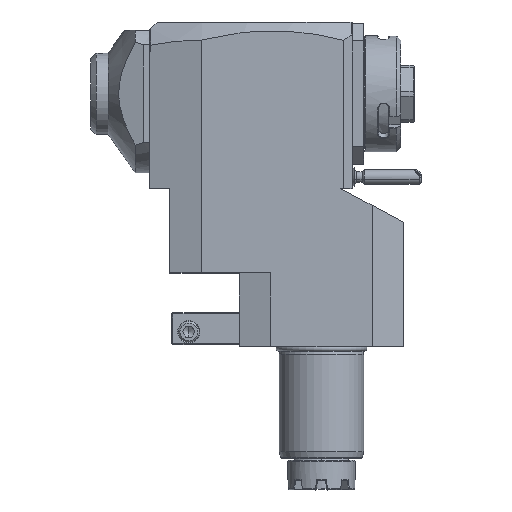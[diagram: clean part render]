
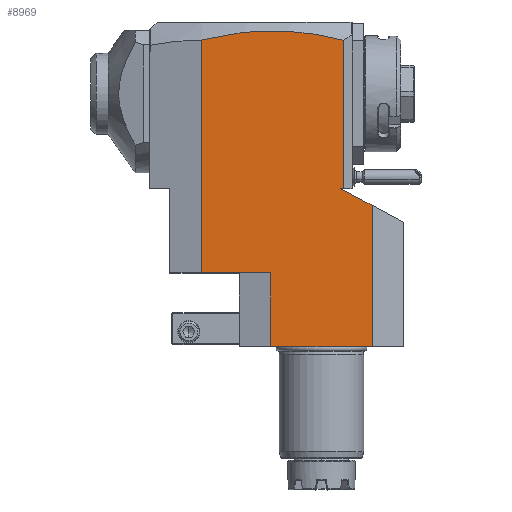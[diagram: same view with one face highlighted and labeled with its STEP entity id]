
A CAD part, top view. The second image highlights one B-rep face of the part: STEP entity #8969.
In plain terms, the highlighted planar face has unit normal (0, 0, 1).
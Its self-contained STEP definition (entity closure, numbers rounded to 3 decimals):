
#17=DIRECTION('',(-1.,0.,0.));
#18=VECTOR('',#17,48.);
#19=CARTESIAN_POINT('',(24.,0.,37.5));
#20=LINE('',#19,#18);
#63=DIRECTION('',(0.,-1.,0.));
#64=VECTOR('',#63,70.258);
#65=CARTESIAN_POINT('',(10.5,145.258,37.5));
#66=LINE('',#65,#64);
#67=DIRECTION('',(-1.,0.,0.));
#68=VECTOR('',#67,1.592);
#69=CARTESIAN_POINT('',(10.5,75.,37.5));
#70=LINE('',#69,#68);
#71=DIRECTION('',(-0.883,0.469,0.));
#72=VECTOR('',#71,17.092);
#73=CARTESIAN_POINT('',(24.,66.976,37.5));
#74=LINE('',#73,#72);
#75=CARTESIAN_POINT('',(-57.,145.435,37.5));
#76=CARTESIAN_POINT('',(-51.371,146.939,37.5));
#77=CARTESIAN_POINT('',(-40.115,149.162,37.5));
#78=CARTESIAN_POINT('',(-23.238,150.233,37.5));
#79=CARTESIAN_POINT('',(-6.365,149.072,37.5));
#80=CARTESIAN_POINT('',(4.879,146.791,37.5));
#81=CARTESIAN_POINT('',(10.5,145.258,37.5));
#2315=DIRECTION('',(0.,-1.,0.));
#2316=VECTOR('',#2315,110.435);
#2317=CARTESIAN_POINT('',(-57.,145.435,37.5));
#2318=LINE('',#2317,#2316);
#2335=DIRECTION('',(1.,0.,0.));
#2336=VECTOR('',#2335,33.);
#2337=CARTESIAN_POINT('',(-57.,35.,37.5));
#2338=LINE('',#2337,#2336);
#2960=DIRECTION('',(0.,-1.,0.));
#2961=VECTOR('',#2960,35.);
#2962=CARTESIAN_POINT('',(-24.,35.,37.5));
#2963=LINE('',#2962,#2961);
#4984=DIRECTION('',(0.,1.,0.));
#4985=VECTOR('',#4984,66.976);
#4986=CARTESIAN_POINT('',(24.,0.,37.5));
#4987=LINE('',#4986,#4985);
#8278=VERTEX_POINT('',#75);
#8279=VERTEX_POINT('',#81);
#8628=CARTESIAN_POINT('',(24.,0.,37.5));
#8629=VERTEX_POINT('',#8628);
#8630=CARTESIAN_POINT('',(-24.,0.,37.5));
#8631=VERTEX_POINT('',#8630);
#8664=CARTESIAN_POINT('',(-57.,35.,37.5));
#8666=VERTEX_POINT('',#8664);
#8678=CARTESIAN_POINT('',(10.5,75.,37.5));
#8679=VERTEX_POINT('',#8678);
#8686=CARTESIAN_POINT('',(24.,66.976,37.5));
#8687=VERTEX_POINT('',#8686);
#8858=CARTESIAN_POINT('',(8.908,75.,37.5));
#8859=VERTEX_POINT('',#8858);
#8862=CARTESIAN_POINT('',(-24.,35.,37.5));
#8863=VERTEX_POINT('',#8862);
#8946=CARTESIAN_POINT('',(-39.202,35.,37.5));
#8947=DIRECTION('',(0.,0.,1.));
#8948=DIRECTION('',(1.,0.,0.));
#8949=AXIS2_PLACEMENT_3D('',#8946,#8947,#8948);
#8950=PLANE('',#8949);
#8952=ORIENTED_EDGE('',*,*,#8951,.T.);
#8953=ORIENTED_EDGE('',*,*,#8932,.T.);
#8955=ORIENTED_EDGE('',*,*,#8954,.F.);
#8957=ORIENTED_EDGE('',*,*,#8956,.F.);
#8958=ORIENTED_EDGE('',*,*,#8879,.T.);
#8960=ORIENTED_EDGE('',*,*,#8959,.F.);
#8962=ORIENTED_EDGE('',*,*,#8961,.F.);
#8964=ORIENTED_EDGE('',*,*,#8963,.F.);
#8966=ORIENTED_EDGE('',*,*,#8965,.T.);
#8967=EDGE_LOOP('',(#8952,#8953,#8955,#8957,#8958,#8960,#8962,#8964,#8966));
#8968=FACE_OUTER_BOUND('',#8967,.F.);
#82=B_SPLINE_CURVE_WITH_KNOTS('',3,(#75,#76,#77,#78,#79,#80,#81),.UNSPECIFIED.,
.F.,.F.,(4,1,1,1,4),(0.,0.25,0.5,0.75,1.),.UNSPECIFIED.);
#8879=EDGE_CURVE('',#8629,#8631,#20,.T.);
#8932=EDGE_CURVE('',#8679,#8859,#70,.T.);
#8951=EDGE_CURVE('',#8279,#8679,#66,.T.);
#8954=EDGE_CURVE('',#8687,#8859,#74,.T.);
#8956=EDGE_CURVE('',#8629,#8687,#4987,.T.);
#8959=EDGE_CURVE('',#8863,#8631,#2963,.T.);
#8961=EDGE_CURVE('',#8666,#8863,#2338,.T.);
#8963=EDGE_CURVE('',#8278,#8666,#2318,.T.);
#8965=EDGE_CURVE('',#8278,#8279,#82,.T.);
#8969=ADVANCED_FACE('',(#8968),#8950,.T.);
